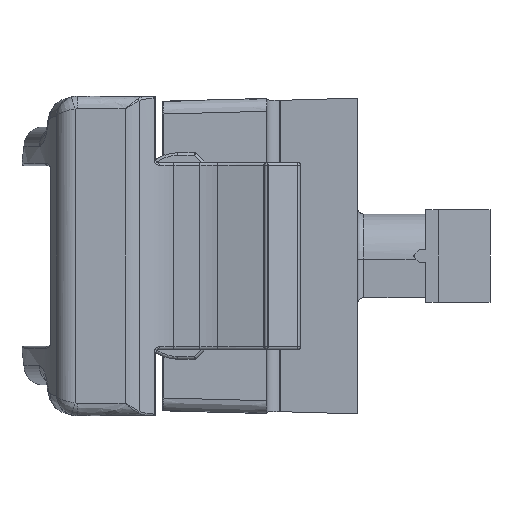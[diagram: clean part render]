
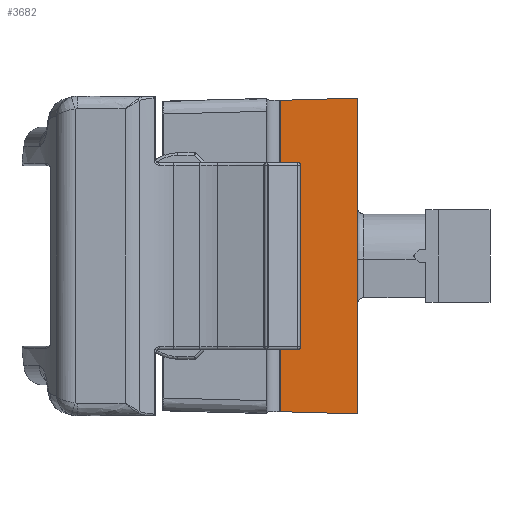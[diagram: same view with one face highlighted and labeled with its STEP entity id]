
A CAD part, left-side view. The second image highlights one B-rep face of the part: STEP entity #3682.
In plain terms, the highlighted planar face has unit normal (-1, 0.026, 0).
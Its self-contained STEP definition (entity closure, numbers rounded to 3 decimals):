
#674 = VERTEX_POINT ( 'NONE', #13053 ) ;
#688 = VERTEX_POINT ( 'NONE', #1796 ) ;
#1796 = CARTESIAN_POINT ( 'NONE',  ( -17.096, -2., 12.246 ) ) ;
#2746 = CARTESIAN_POINT ( 'NONE',  ( -16.939, 3.974, -12.075 ) ) ;
#3682 = ADVANCED_FACE ( 'NONE', ( #6873 ), #12689, .F. ) ;
#6873 = FACE_OUTER_BOUND ( 'NONE', #19223, .T. ) ;
#8417 = VERTEX_POINT ( 'NONE', #2746 ) ;
#10006 = EDGE_CURVE ( 'NONE', #8417, #674, #13140, .T. ) ;
#10010 = EDGE_CURVE ( 'NONE', #674, #688, #14415, .T. ) ;
#12687 = CARTESIAN_POINT ( 'NONE',  ( -16.7, 13.117, -7.5 ) ) ;
#12689 = PLANE ( 'NONE',  #20109 ) ;
#12691 = DIRECTION ( 'NONE',  ( 1., -0.026, 0. ) ) ;
#12692 = DIRECTION ( 'NONE',  ( 0.026, 1., 0. ) ) ;
#13053 = CARTESIAN_POINT ( 'NONE',  ( -17.096, -2., -12.246 ) ) ;
#13140 = B_SPLINE_CURVE_WITH_KNOTS ( 'NONE', 3,
 ( #14846, #14845, #14849, #14850 ),
 .UNSPECIFIED., .F., .F.,
 ( 4, 4 ),
 ( 0., 0.006 ),
 .UNSPECIFIED. ) ;
#14415 = LINE ( 'NONE', #14895, #14416 ) ;
#14416 = VECTOR ( 'NONE', #14896, 1000. ) ;
#14845 = CARTESIAN_POINT ( 'NONE',  ( -16.992, 1.983, -12.132 ) ) ;
#14846 = CARTESIAN_POINT ( 'NONE',  ( -16.939, 3.974, -12.075 ) ) ;
#14849 = CARTESIAN_POINT ( 'NONE',  ( -17.044, -0.009, -12.189 ) ) ;
#14850 = CARTESIAN_POINT ( 'NONE',  ( -17.096, -2., -12.246 ) ) ;
#14895 = CARTESIAN_POINT ( 'NONE',  ( -17.096, -2., -10. ) ) ;
#14896 = DIRECTION ( 'NONE',  ( 0., 0., 1. ) ) ;
#18170 = VERTEX_POINT ( 'NONE', #27148 ) ;
#18204 = VERTEX_POINT ( 'NONE', #27169 ) ;
#18205 = VERTEX_POINT ( 'NONE', #27174 ) ;
#18207 = VERTEX_POINT ( 'NONE', #27171 ) ;
#18209 = VERTEX_POINT ( 'NONE', #27173 ) ;
#18210 = VERTEX_POINT ( 'NONE', #27177 ) ;
#18212 = VERTEX_POINT ( 'NONE', #27175 ) ;
#19223 = EDGE_LOOP ( 'NONE', ( #21663, #21664, #21665, #21666, #21667, #21668, #21669, #21670, #21671, #21672 ) ) ;
#19690 = EDGE_CURVE ( 'NONE', #688, #18170, #26575, .T. ) ;
#19714 = EDGE_CURVE ( 'NONE', #18204, #18170, #27943, .T. ) ;
#19715 = EDGE_CURVE ( 'NONE', #18204, #18205, #27945, .T. ) ;
#19716 = EDGE_CURVE ( 'NONE', #18205, #18207, #27947, .T. ) ;
#19717 = EDGE_CURVE ( 'NONE', #18207, #18209, #27949, .T. ) ;
#19718 = EDGE_CURVE ( 'NONE', #18209, #18210, #27951, .T. ) ;
#19719 = EDGE_CURVE ( 'NONE', #18210, #18212, #27953, .T. ) ;
#19720 = EDGE_CURVE ( 'NONE', #8417, #18212, #27955, .T. ) ;
#20109 = AXIS2_PLACEMENT_3D ( 'NONE', #12687, #12691, #12692 ) ;
#21663 = ORIENTED_EDGE ( 'NONE', *, *, #10006, .T. ) ;
#21664 = ORIENTED_EDGE ( 'NONE', *, *, #10010, .T. ) ;
#21665 = ORIENTED_EDGE ( 'NONE', *, *, #19690, .T. ) ;
#21666 = ORIENTED_EDGE ( 'NONE', *, *, #19714, .F. ) ;
#21667 = ORIENTED_EDGE ( 'NONE', *, *, #19715, .T. ) ;
#21668 = ORIENTED_EDGE ( 'NONE', *, *, #19716, .T. ) ;
#21669 = ORIENTED_EDGE ( 'NONE', *, *, #19717, .T. ) ;
#21670 = ORIENTED_EDGE ( 'NONE', *, *, #19718, .T. ) ;
#21671 = ORIENTED_EDGE ( 'NONE', *, *, #19719, .T. ) ;
#21672 = ORIENTED_EDGE ( 'NONE', *, *, #19720, .F. ) ;
#26575 = B_SPLINE_CURVE_WITH_KNOTS ( 'NONE', 3,
 ( #28312, #28313, #28318, #28319 ),
 .UNSPECIFIED., .F., .F.,
 ( 4, 4 ),
 ( 0., 0.006 ),
 .UNSPECIFIED. ) ;
#27148 = CARTESIAN_POINT ( 'NONE',  ( -16.939, 3.974, 12.075 ) ) ;
#27169 = CARTESIAN_POINT ( 'NONE',  ( -16.939, 3.974, 6.761 ) ) ;
#27171 = CARTESIAN_POINT ( 'NONE',  ( -16.737, 11.685, 6.963 ) ) ;
#27173 = CARTESIAN_POINT ( 'NONE',  ( -16.737, 11.685, -6.963 ) ) ;
#27174 = CARTESIAN_POINT ( 'NONE',  ( -16.913, 5., 6.788 ) ) ;
#27175 = CARTESIAN_POINT ( 'NONE',  ( -16.939, 3.974, -6.761 ) ) ;
#27177 = CARTESIAN_POINT ( 'NONE',  ( -16.913, 5., -6.788 ) ) ;
#27943 = LINE ( 'NONE', #28442, #27946 ) ;
#27945 = LINE ( 'NONE', #28444, #27948 ) ;
#27946 = VECTOR ( 'NONE', #28443, 1000. ) ;
#27947 = LINE ( 'NONE', #28446, #27950 ) ;
#27948 = VECTOR ( 'NONE', #28445, 1000. ) ;
#27949 = LINE ( 'NONE', #28448, #27952 ) ;
#27950 = VECTOR ( 'NONE', #28447, 1000. ) ;
#27951 = LINE ( 'NONE', #28450, #27954 ) ;
#27952 = VECTOR ( 'NONE', #28449, 1000. ) ;
#27953 = LINE ( 'NONE', #28452, #27956 ) ;
#27954 = VECTOR ( 'NONE', #28451, 1000. ) ;
#27955 = LINE ( 'NONE', #28454, #27958 ) ;
#27956 = VECTOR ( 'NONE', #28453, 1000. ) ;
#27958 = VECTOR ( 'NONE', #28455, 1000. ) ;
#28312 = CARTESIAN_POINT ( 'NONE',  ( -17.096, -2., 12.246 ) ) ;
#28313 = CARTESIAN_POINT ( 'NONE',  ( -17.044, -0.009, 12.189 ) ) ;
#28318 = CARTESIAN_POINT ( 'NONE',  ( -16.992, 1.983, 12.132 ) ) ;
#28319 = CARTESIAN_POINT ( 'NONE',  ( -16.939, 3.974, 12.075 ) ) ;
#28442 = CARTESIAN_POINT ( 'NONE',  ( -16.939, 3.974, -15. ) ) ;
#28443 = DIRECTION ( 'NONE',  ( 0., 0., 1. ) ) ;
#28444 = CARTESIAN_POINT ( 'NONE',  ( -16.912, 5.013, 6.788 ) ) ;
#28445 = DIRECTION ( 'NONE',  ( 0.026, 0.999, 0.026 ) ) ;
#28446 = CARTESIAN_POINT ( 'NONE',  ( -16.71, 12.734, 6.99 ) ) ;
#28447 = DIRECTION ( 'NONE',  ( 0.026, 0.999, 0.026 ) ) ;
#28448 = CARTESIAN_POINT ( 'NONE',  ( -16.737, 11.685, -6.99 ) ) ;
#28449 = DIRECTION ( 'NONE',  ( 0., 0., -1. ) ) ;
#28450 = CARTESIAN_POINT ( 'NONE',  ( -17.096, -1.987, -6.605 ) ) ;
#28451 = DIRECTION ( 'NONE',  ( -0.026, -0.999, 0.026 ) ) ;
#28452 = CARTESIAN_POINT ( 'NONE',  ( -16.991, 2.013, -6.709 ) ) ;
#28453 = DIRECTION ( 'NONE',  ( -0.026, -0.999, 0.026 ) ) ;
#28454 = CARTESIAN_POINT ( 'NONE',  ( -16.939, 3.974, -15. ) ) ;
#28455 = DIRECTION ( 'NONE',  ( 0., 0., 1. ) ) ;
